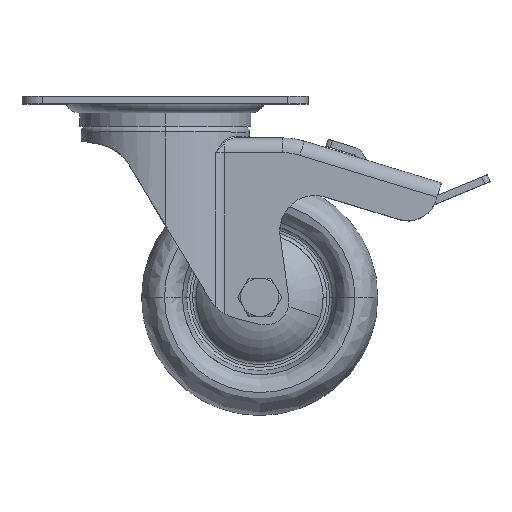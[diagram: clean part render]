
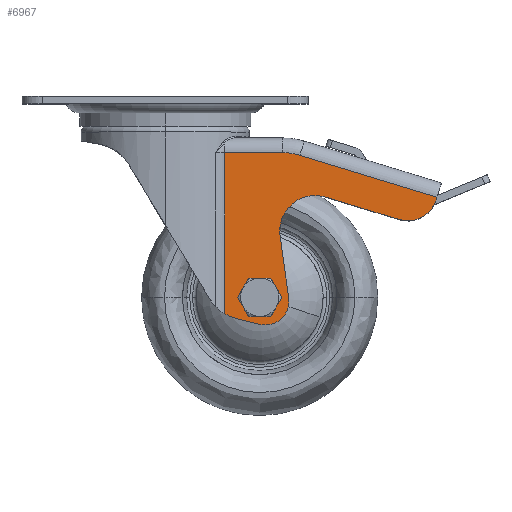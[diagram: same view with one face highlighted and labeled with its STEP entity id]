
A CAD part, top view. The second image highlights one B-rep face of the part: STEP entity #6967.
In plain terms, the highlighted planar face has unit normal (0, 0, 1).
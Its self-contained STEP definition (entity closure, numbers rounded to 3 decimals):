
#74 = EDGE_CURVE ( 'NONE', #11996, #5522, #1206, .T. ) ;
#148 = CARTESIAN_POINT ( 'NONE',  ( 2.954, 13.489, 21.8 ) ) ;
#209 = CARTESIAN_POINT ( 'NONE',  ( 44.804, -35.766, 21.8 ) ) ;
#262 = PLANE ( 'NONE',  #11909 ) ;
#688 = LINE ( 'NONE', #13560, #2136 ) ;
#996 = CIRCLE ( 'NONE', #8141, 10. ) ;
#1089 = DIRECTION ( 'NONE',  ( -1., 0., 0. ) ) ;
#1131 = DIRECTION ( 'NONE',  ( 0., -1., 0. ) ) ;
#1206 = LINE ( 'NONE', #148, #8233 ) ;
#1215 = CARTESIAN_POINT ( 'NONE',  ( 27.123, -42.691, 21.8 ) ) ;
#1445 = VERTEX_POINT ( 'NONE', #4273 ) ;
#1551 = EDGE_CURVE ( 'NONE', #6258, #3055, #1723, .T. ) ;
#1617 = DIRECTION ( 'NONE',  ( 0., 0., 1. ) ) ;
#1621 = CARTESIAN_POINT ( 'NONE',  ( 82.213, -9.174, 21.8 ) ) ;
#1723 = LINE ( 'NONE', #13440, #12641 ) ;
#1816 = VERTEX_POINT ( 'NONE', #1215 ) ;
#1843 = CARTESIAN_POINT ( 'NONE',  ( 85.137, 0.389, 21.8 ) ) ;
#2016 = ORIENTED_EDGE ( 'NONE', *, *, #6964, .T. ) ;
#2049 = LINE ( 'NONE', #2118, #13329 ) ;
#2118 = CARTESIAN_POINT ( 'NONE',  ( 23.054, 18.489, 21.8 ) ) ;
#2136 = VECTOR ( 'NONE', #12722, 1000. ) ;
#2205 = DIRECTION ( 'NONE',  ( 1., 0., 0. ) ) ;
#2211 = CIRCLE ( 'NONE', #9990, 15. ) ;
#2305 = CIRCLE ( 'NONE', #6775, 12. ) ;
#2452 = EDGE_CURVE ( 'NONE', #7855, #1816, #2211, .T. ) ;
#2564 = ORIENTED_EDGE ( 'NONE', *, *, #74, .T. ) ;
#2610 = VERTEX_POINT ( 'NONE', #7057 ) ;
#2768 = CARTESIAN_POINT ( 'NONE',  ( 5.211, 25.87, 21.8 ) ) ;
#3010 = ORIENTED_EDGE ( 'NONE', *, *, #2452, .T. ) ;
#3024 = CARTESIAN_POINT ( 'NONE',  ( 36.881, -36.879, 21.8 ) ) ;
#3055 = VERTEX_POINT ( 'NONE', #13089 ) ;
#3153 = VERTEX_POINT ( 'NONE', #1621 ) ;
#3172 = DIRECTION ( 'NONE',  ( -1., 0., 0. ) ) ;
#3295 = ORIENTED_EDGE ( 'NONE', *, *, #3438, .T. ) ;
#3438 = EDGE_CURVE ( 'NONE', #4597, #6647, #688, .T. ) ;
#3833 = LINE ( 'NONE', #2768, #12338 ) ;
#3842 = ORIENTED_EDGE ( 'NONE', *, *, #12401, .F. ) ;
#3903 = EDGE_LOOP ( 'NONE', ( #12952, #3010, #12953, #13013, #7773, #2016, #13306, #7245, #3295, #9251, #8300, #2564 ) ) ;
#4147 = FACE_BOUND ( 'NONE', #7171, .T. ) ;
#4273 = CARTESIAN_POINT ( 'NONE',  ( 39.104, -35.511, 21.8 ) ) ;
#4564 = DIRECTION ( 'NONE',  ( -1., 0., 0. ) ) ;
#4572 = CARTESIAN_POINT ( 'NONE',  ( 30.751, -28.136, 21.8 ) ) ;
#4597 = VERTEX_POINT ( 'NONE', #11003 ) ;
#4688 = EDGE_CURVE ( 'NONE', #1816, #6403, #9036, .T. ) ;
#4890 = CIRCLE ( 'NONE', #7574, 4.15 ) ;
#4962 = CARTESIAN_POINT ( 'NONE',  ( 91.776, -12.098, 21.8 ) ) ;
#5208 = DIRECTION ( 'NONE',  ( 0., 0., -1. ) ) ;
#5282 = DIRECTION ( 'NONE',  ( 0., 0., 1. ) ) ;
#5397 = CIRCLE ( 'NONE', #13840, 20. ) ;
#5522 = VERTEX_POINT ( 'NONE', #11127 ) ;
#5564 = DIRECTION ( 'NONE',  ( 0., 0., 1. ) ) ;
#5574 = DIRECTION ( 'NONE',  ( -1., 0., 0. ) ) ;
#5687 = DIRECTION ( 'NONE',  ( 1., 0., 0. ) ) ;
#5767 = CARTESIAN_POINT ( 'NONE',  ( 34.954, -35.511, 21.8 ) ) ;
#5918 = DIRECTION ( 'NONE',  ( 0.956, -0.292, 0. ) ) ;
#5921 = VERTEX_POINT ( 'NONE', #9632 ) ;
#6045 = DIRECTION ( 'NONE',  ( 0.97, -0.242, 0. ) ) ;
#6219 = EDGE_CURVE ( 'NONE', #5522, #7855, #2049, .T. ) ;
#6258 = VERTEX_POINT ( 'NONE', #209 ) ;
#6330 = CARTESIAN_POINT ( 'NONE',  ( 34.954, -35.511, 21.8 ) ) ;
#6403 = VERTEX_POINT ( 'NONE', #6981 ) ;
#6478 = EDGE_CURVE ( 'NONE', #6647, #2610, #3833, .T. ) ;
#6535 = DIRECTION ( 'NONE',  ( -1., 0., 0. ) ) ;
#6594 = CARTESIAN_POINT ( 'NONE',  ( 2.954, 18.489, 21.8 ) ) ;
#6647 = VERTEX_POINT ( 'NONE', #12747 ) ;
#6775 = AXIS2_PLACEMENT_3D ( 'NONE', #12586, #5208, #7299 ) ;
#6964 = EDGE_CURVE ( 'NONE', #3055, #5921, #2305, .T. ) ;
#6967 = ADVANCED_FACE ( 'NONE', ( #4147, #8403 ), #262, .F. ) ;
#6981 = CARTESIAN_POINT ( 'NONE',  ( 34.946, -44.641, 21.8 ) ) ;
#7057 = CARTESIAN_POINT ( 'NONE',  ( 48.565, 12.615, 21.8 ) ) ;
#7171 = EDGE_LOOP ( 'NONE', ( #12511, #3842 ) ) ;
#7245 = ORIENTED_EDGE ( 'NONE', *, *, #13252, .T. ) ;
#7299 = DIRECTION ( 'NONE',  ( -1., 0., 0. ) ) ;
#7443 = DIRECTION ( 'NONE',  ( 0., 0., 1. ) ) ;
#7546 = CARTESIAN_POINT ( 'NONE',  ( 42.718, 13.489, 21.8 ) ) ;
#7574 = AXIS2_PLACEMENT_3D ( 'NONE', #5767, #1617, #5687 ) ;
#7582 = EDGE_CURVE ( 'NONE', #2610, #11996, #5397, .T. ) ;
#7594 = VECTOR ( 'NONE', #5918, 1000. ) ;
#7773 = ORIENTED_EDGE ( 'NONE', *, *, #1551, .T. ) ;
#7855 = VERTEX_POINT ( 'NONE', #8533 ) ;
#8084 = DIRECTION ( 'NONE',  ( -0.956, 0.292, 0. ) ) ;
#8141 = AXIS2_PLACEMENT_3D ( 'NONE', #1843, #7443, #3172 ) ;
#8233 = VECTOR ( 'NONE', #5574, 1000. ) ;
#8239 = CIRCLE ( 'NONE', #10701, 4.15 ) ;
#8300 = ORIENTED_EDGE ( 'NONE', *, *, #7582, .T. ) ;
#8305 = EDGE_CURVE ( 'NONE', #1445, #11633, #8239, .T. ) ;
#8403 = FACE_OUTER_BOUND ( 'NONE', #3903, .T. ) ;
#8431 = CARTESIAN_POINT ( 'NONE',  ( 42.718, -6.511, 21.8 ) ) ;
#8533 = CARTESIAN_POINT ( 'NONE',  ( 23.054, -41.011, 21.8 ) ) ;
#9036 = LINE ( 'NONE', #11413, #10398 ) ;
#9251 = ORIENTED_EDGE ( 'NONE', *, *, #6478, .T. ) ;
#9565 = AXIS2_PLACEMENT_3D ( 'NONE', #3024, #5282, #13487 ) ;
#9632 = CARTESIAN_POINT ( 'NONE',  ( 57.232, -1.537, 21.8 ) ) ;
#9801 = DIRECTION ( 'NONE',  ( 0., 0., -1. ) ) ;
#9990 = AXIS2_PLACEMENT_3D ( 'NONE', #4572, #5564, #6535 ) ;
#10027 = LINE ( 'NONE', #4962, #7594 ) ;
#10398 = VECTOR ( 'NONE', #6045, 1000. ) ;
#10701 = AXIS2_PLACEMENT_3D ( 'NONE', #6330, #11775, #2205 ) ;
#11003 = CARTESIAN_POINT ( 'NONE',  ( 94.7, -2.535, 21.8 ) ) ;
#11112 = CIRCLE ( 'NONE', #9565, 8. ) ;
#11127 = CARTESIAN_POINT ( 'NONE',  ( 23.054, 13.489, 21.8 ) ) ;
#11413 = CARTESIAN_POINT ( 'NONE',  ( -9.992, -33.437, 21.8 ) ) ;
#11433 = DIRECTION ( 'NONE',  ( -0.139, 0.99, 0. ) ) ;
#11573 = DIRECTION ( 'NONE',  ( 0., 0., 1. ) ) ;
#11633 = VERTEX_POINT ( 'NONE', #12291 ) ;
#11775 = DIRECTION ( 'NONE',  ( 0., 0., 1. ) ) ;
#11909 = AXIS2_PLACEMENT_3D ( 'NONE', #6594, #9801, #4564 ) ;
#11996 = VERTEX_POINT ( 'NONE', #7546 ) ;
#12291 = CARTESIAN_POINT ( 'NONE',  ( 30.804, -35.511, 21.8 ) ) ;
#12338 = VECTOR ( 'NONE', #8084, 1000. ) ;
#12401 = EDGE_CURVE ( 'NONE', #11633, #1445, #4890, .T. ) ;
#12508 = EDGE_CURVE ( 'NONE', #6403, #6258, #11112, .T. ) ;
#12511 = ORIENTED_EDGE ( 'NONE', *, *, #8305, .F. ) ;
#12586 = CARTESIAN_POINT ( 'NONE',  ( 53.724, -13.013, 21.8 ) ) ;
#12641 = VECTOR ( 'NONE', #11433, 1000. ) ;
#12722 = DIRECTION ( 'NONE',  ( 0.292, 0.956, 0. ) ) ;
#12747 = CARTESIAN_POINT ( 'NONE',  ( 94.992, -1.579, 21.8 ) ) ;
#12844 = EDGE_CURVE ( 'NONE', #5921, #3153, #10027, .T. ) ;
#12952 = ORIENTED_EDGE ( 'NONE', *, *, #6219, .T. ) ;
#12953 = ORIENTED_EDGE ( 'NONE', *, *, #4688, .T. ) ;
#13013 = ORIENTED_EDGE ( 'NONE', *, *, #12508, .T. ) ;
#13089 = CARTESIAN_POINT ( 'NONE',  ( 41.841, -14.683, 21.8 ) ) ;
#13252 = EDGE_CURVE ( 'NONE', #3153, #4597, #996, .T. ) ;
#13306 = ORIENTED_EDGE ( 'NONE', *, *, #12844, .T. ) ;
#13329 = VECTOR ( 'NONE', #1131, 1000. ) ;
#13440 = CARTESIAN_POINT ( 'NONE',  ( 39.219, 3.97, 21.8 ) ) ;
#13487 = DIRECTION ( 'NONE',  ( -1., 0., 0. ) ) ;
#13560 = CARTESIAN_POINT ( 'NONE',  ( 96.454, 3.203, 21.8 ) ) ;
#13840 = AXIS2_PLACEMENT_3D ( 'NONE', #8431, #11573, #1089 ) ;
